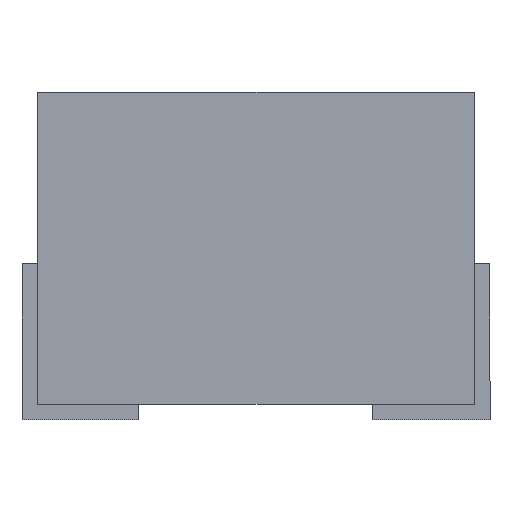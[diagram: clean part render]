
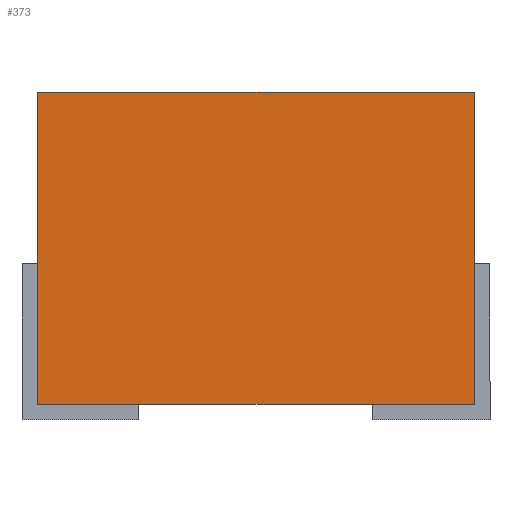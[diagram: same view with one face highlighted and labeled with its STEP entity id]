
A CAD part, top view. The second image highlights one B-rep face of the part: STEP entity #373.
In plain terms, the highlighted planar face has unit normal (0, 0, 1).
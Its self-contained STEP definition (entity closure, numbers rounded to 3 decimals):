
#36 = DIRECTION ( 'NONE',  ( 1., 0., 0. ) ) ;
#71 = EDGE_CURVE ( 'NONE', #599, #125, #318, .T. ) ;
#93 = CARTESIAN_POINT ( 'NONE',  ( -0.28, 0.02, 0.15 ) ) ;
#120 = DIRECTION ( 'NONE',  ( -1., 0., 0. ) ) ;
#125 = VERTEX_POINT ( 'NONE', #659 ) ;
#158 = CARTESIAN_POINT ( 'NONE',  ( -0.28, 0.02, 0.15 ) ) ;
#173 = ORIENTED_EDGE ( 'NONE', *, *, #616, .F. ) ;
#179 = VECTOR ( 'NONE', #588, 1000. ) ;
#249 = LINE ( 'NONE', #643, #849 ) ;
#292 = LINE ( 'NONE', #506, #179 ) ;
#310 = LINE ( 'NONE', #684, #634 ) ;
#318 = LINE ( 'NONE', #93, #924 ) ;
#368 = ORIENTED_EDGE ( 'NONE', *, *, #71, .T. ) ;
#373 = ADVANCED_FACE ( 'NONE', ( #859 ), #439, .F. ) ;
#439 = PLANE ( 'NONE',  #656 ) ;
#457 = VERTEX_POINT ( 'NONE', #757 ) ;
#459 = EDGE_CURVE ( 'NONE', #457, #911, #310, .T. ) ;
#506 = CARTESIAN_POINT ( 'NONE',  ( 0.28, 0.42, 0.15 ) ) ;
#584 = DIRECTION ( 'NONE',  ( 0., -1., 0. ) ) ;
#587 = EDGE_LOOP ( 'NONE', ( #368, #173, #662, #956 ) ) ;
#588 = DIRECTION ( 'NONE',  ( 0., -1., 0. ) ) ;
#592 = CARTESIAN_POINT ( 'NONE',  ( -0.28, 0.42, 0.15 ) ) ;
#599 = VERTEX_POINT ( 'NONE', #158 ) ;
#616 = EDGE_CURVE ( 'NONE', #911, #125, #292, .T. ) ;
#634 = VECTOR ( 'NONE', #835, 1000. ) ;
#643 = CARTESIAN_POINT ( 'NONE',  ( -0.28, 0.42, 0.15 ) ) ;
#656 = AXIS2_PLACEMENT_3D ( 'NONE', #592, #666, #120 ) ;
#659 = CARTESIAN_POINT ( 'NONE',  ( 0.28, 0.02, 0.15 ) ) ;
#662 = ORIENTED_EDGE ( 'NONE', *, *, #459, .F. ) ;
#666 = DIRECTION ( 'NONE',  ( 0., 0., -1. ) ) ;
#684 = CARTESIAN_POINT ( 'NONE',  ( -0.28, 0.42, 0.15 ) ) ;
#705 = CARTESIAN_POINT ( 'NONE',  ( 0.28, 0.42, 0.15 ) ) ;
#757 = CARTESIAN_POINT ( 'NONE',  ( -0.28, 0.42, 0.15 ) ) ;
#803 = EDGE_CURVE ( 'NONE', #457, #599, #249, .T. ) ;
#835 = DIRECTION ( 'NONE',  ( 1., 0., 0. ) ) ;
#849 = VECTOR ( 'NONE', #584, 1000. ) ;
#859 = FACE_OUTER_BOUND ( 'NONE', #587, .T. ) ;
#911 = VERTEX_POINT ( 'NONE', #705 ) ;
#924 = VECTOR ( 'NONE', #36, 1000. ) ;
#956 = ORIENTED_EDGE ( 'NONE', *, *, #803, .T. ) ;
